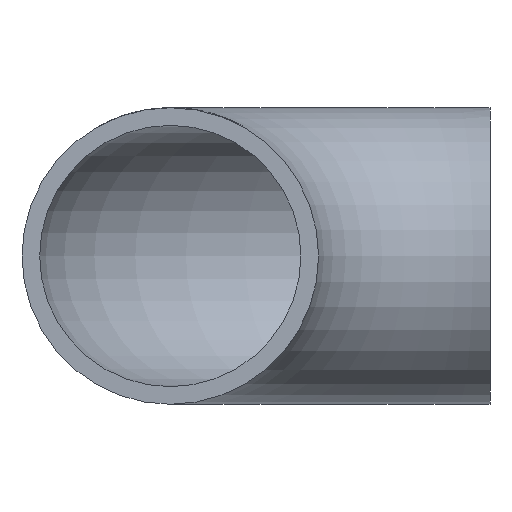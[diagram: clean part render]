
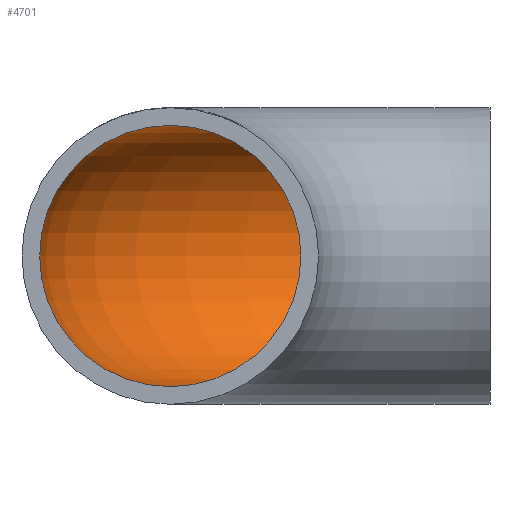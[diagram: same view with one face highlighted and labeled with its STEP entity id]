
A CAD part, front view. The second image highlights one B-rep face of the part: STEP entity #4701.
In plain terms, the highlighted toroidal (fillet/blend) face has major radius 29 mm and minor radius 11.85 mm.
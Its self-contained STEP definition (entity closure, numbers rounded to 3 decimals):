
#160 = AXIS2_PLACEMENT_3D ( 'NONE', #5268, #6618, #4627 ) ;
#415 = EDGE_CURVE ( 'NONE', #1365, #1365, #3593, .T. ) ;
#1118 = AXIS2_PLACEMENT_3D ( 'NONE', #6623, #2652, #1252 ) ;
#1252 = DIRECTION ( 'NONE',  ( 0., 1., 0. ) ) ;
#1365 = VERTEX_POINT ( 'NONE', #4571 ) ;
#2652 = DIRECTION ( 'NONE',  ( 1., 0., 0. ) ) ;
#2699 = FACE_OUTER_BOUND ( 'NONE', #3698, .T. ) ;
#3593 = CIRCLE ( 'NONE', #1118, 11.85 ) ;
#3698 = EDGE_LOOP ( 'NONE', ( #8529 ) ) ;
#4268 = AXIS2_PLACEMENT_3D ( 'NONE', #5418, #7436, #4679 ) ;
#4571 = CARTESIAN_POINT ( 'NONE',  ( 0., 40.85, 0. ) ) ;
#4627 = DIRECTION ( 'NONE',  ( 0., 0., 1. ) ) ;
#4679 = DIRECTION ( 'NONE',  ( -1., 0., 0. ) ) ;
#4701 = ADVANCED_FACE ( 'NONE', ( #2699, #8038 ), #5913, .F. ) ;
#5268 = CARTESIAN_POINT ( 'NONE',  ( -29., 0., 0. ) ) ;
#5338 = ORIENTED_EDGE ( 'NONE', *, *, #7929, .F. ) ;
#5418 = CARTESIAN_POINT ( 'NONE',  ( 0., 0., 0. ) ) ;
#5913 = TOROIDAL_SURFACE ( 'NONE', #4268, 29., 11.85 ) ;
#6142 = CARTESIAN_POINT ( 'NONE',  ( -29., 0., 11.85 ) ) ;
#6539 = VERTEX_POINT ( 'NONE', #6142 ) ;
#6618 = DIRECTION ( 'NONE',  ( 0., 1., 0. ) ) ;
#6623 = CARTESIAN_POINT ( 'NONE',  ( 0., 29., 0. ) ) ;
#7436 = DIRECTION ( 'NONE',  ( 0., 0., -1. ) ) ;
#7929 = EDGE_CURVE ( 'NONE', #6539, #6539, #8384, .T. ) ;
#8038 = FACE_OUTER_BOUND ( 'NONE', #8577, .T. ) ;
#8384 = CIRCLE ( 'NONE', #160, 11.85 ) ;
#8529 = ORIENTED_EDGE ( 'NONE', *, *, #415, .T. ) ;
#8577 = EDGE_LOOP ( 'NONE', ( #5338 ) ) ;
